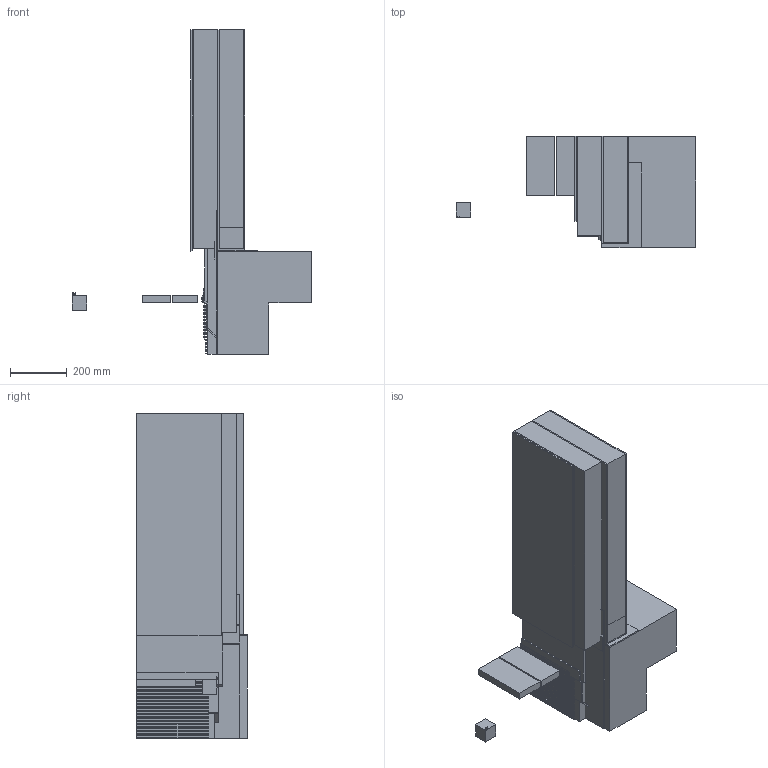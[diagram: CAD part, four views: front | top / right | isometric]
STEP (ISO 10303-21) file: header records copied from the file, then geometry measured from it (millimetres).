
FILE_DESCRIPTION(('STEP AP214'),'1');
FILE_NAME('20.03.23 CAD Sockel -Holzrahmenbau - WDVS - unterkellert - mit FLK_Rev.STP','2020-03-24T05:51:30',(' '),(' '),'Spatial InterOp 3D',' ',' ');
FILE_SCHEMA(('automotive_design'));
Length unit declared in the file: millimetre
Products named in the file (95): 3D WÜRFEL; Quader; Summe
Bounding box: 840 x 390 x 1140 mm (x, y, z)
Volume: 95583418.7 mm3; surface area: 5947431.5 mm2
Topology: 95 solids, 95 shells, 586 faces, 1188 edges, 792 vertices
Faces by surface type: plane 586
Entity records: 21851 total; most frequent: CARTESIAN_POINT 2661, DIRECTION 2550, ORIENTED_EDGE 2376, EDGE_CURVE 1188, LINE 1188, VECTOR 1188, VERTEX_POINT 792, STYLED_ITEM 681
